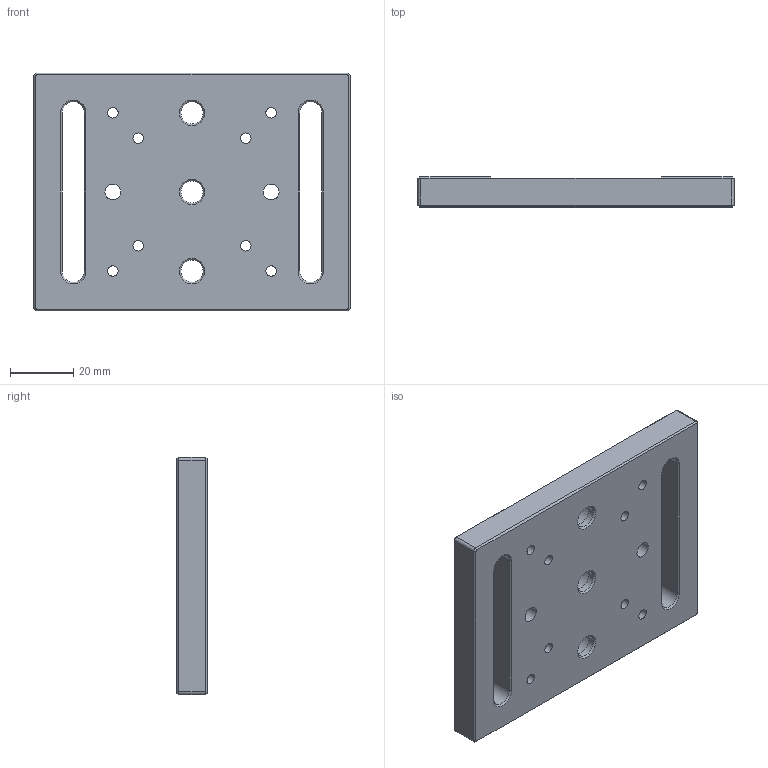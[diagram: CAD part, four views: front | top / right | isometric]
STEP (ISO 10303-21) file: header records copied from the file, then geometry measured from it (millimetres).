
FILE_DESCRIPTION (( 'STEP AP203' ), '1' );
FILE_NAME ('SB-3.step', '2017-01-11T07:28:17', ( '¦K¬P' ), ( '' ), 'SwSTEP 2.0', 'SolidWorks 2012', '' );
FILE_SCHEMA (( 'CONFIG_CONTROL_DESIGN' ));
Length unit declared in the file: millimetre
Products named in the file (1): SB-3
Bounding box: 100 x 9.5 x 75 mm (x, y, z)
Volume: 58566.8 mm3; surface area: 20150.9 mm2
Topology: 1 solids, 1 shells, 83 faces, 209 edges, 129 vertices
Faces by surface type: plane 37, cylinder 24, cone 22
Full cylindrical faces by diameter (mm): 3.3 x8, 5 x2, 7 x3, 11 x3
Entity records: 2377 total; most frequent: DIRECTION 414, CARTESIAN_POINT 374, ORIENTED_EDGE 348, EDGE_CURVE 174, AXIS2_PLACEMENT_3D 156, EDGE_LOOP 136, VERTEX_POINT 116, VECTOR 102
